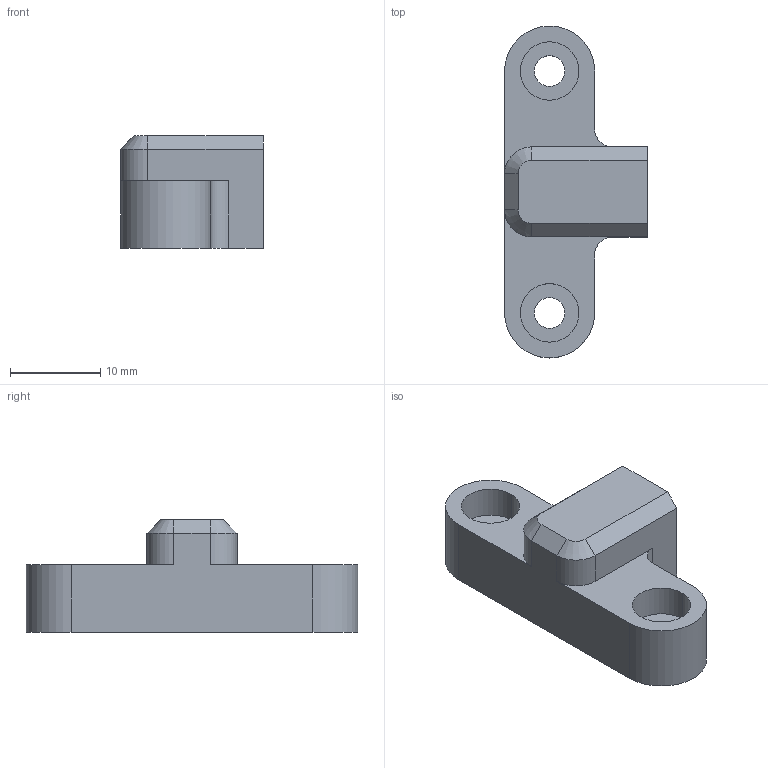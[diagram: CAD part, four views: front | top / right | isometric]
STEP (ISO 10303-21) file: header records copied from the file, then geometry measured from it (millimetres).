
FILE_DESCRIPTION (( 'STEP AP214' ), '1' );
FILE_NAME ('J7_C.STEP', '2025-08-20T01:18:41', ( '' ), ( '' ), 'SwSTEP 2.0', 'SolidWorks 2025', '' );
FILE_SCHEMA (( 'AUTOMOTIVE_DESIGN' ));
Length unit declared in the file: millimetre
Products named in the file (1): J7_C
Bounding box: 15.87 x 36.87 x 12.5 mm (x, y, z)
Volume: 3381.4 mm3; surface area: 2038.5 mm2
Topology: 1 solids, 1 shells, 38 faces, 93 edges, 59 vertices
Faces by surface type: cylinder 18, plane 16, cone 4
Entity records: 1144 total; most frequent: DIRECTION 207, CARTESIAN_POINT 189, ORIENTED_EDGE 182, EDGE_CURVE 91, AXIS2_PLACEMENT_3D 77, VERTEX_POINT 59, VECTOR 53, LINE 53
